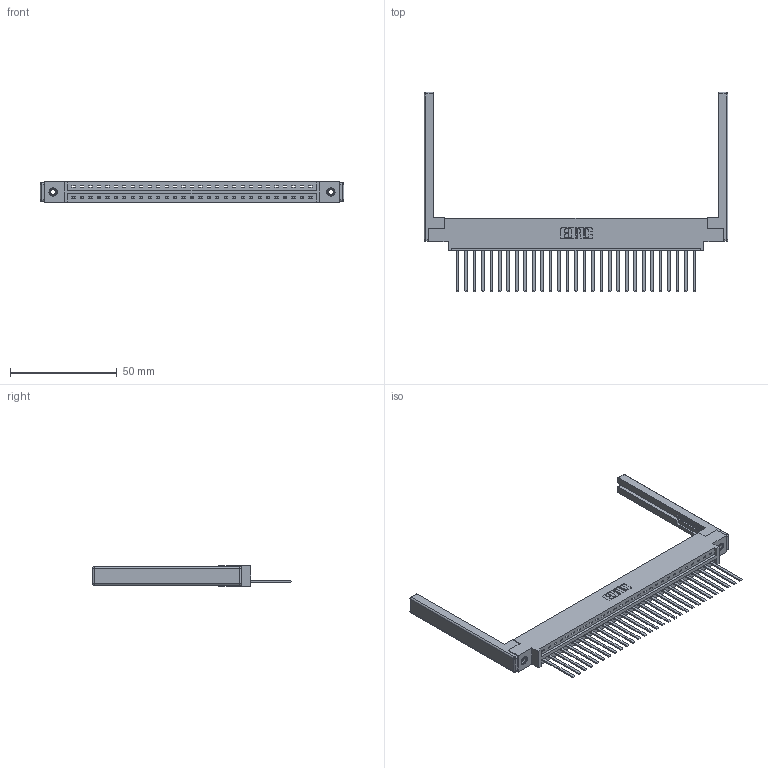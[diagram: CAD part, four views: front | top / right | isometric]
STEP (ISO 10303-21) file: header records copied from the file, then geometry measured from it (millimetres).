
FILE_DESCRIPTION (( 'STEP AP203' ), '1' );
FILE_NAME ('337-029-544-668.STEP', '2019-09-30T22:53:14', ( '' ), ( '' ), 'SwSTEP 2.0', 'SolidWorks 2016', '' );
FILE_SCHEMA (( 'CONFIG_CONTROL_DESIGN' ));
Length unit declared in the file: inch
Products named in the file (5): 337 Part_0.170 Offset - 0.156 Dia-TI; 345-250-001_345-250-001-102; 345-292-001_345-293-144; 307-220-068; 337-029-544-668
Assembly tree (34 placements, depth 2):
  337-029-544-668
    337 Part_0.170 Offset - 0.156 Dia-TI
    345-292-001_345-293-144  x29
    345-250-001_345-250-001-102  x2
    307-220-068  x2
Bounding box: 142.34 x 93.35 x 9.4 mm (x, y, z)
Volume: 19240.9 mm3; surface area: 20566.7 mm2
Topology: 34 solids, 34 shells, 1896 faces, 5643 edges, 3702 vertices
Faces by surface type: plane 1380, cylinder 492, cone 12, sphere 8, torus 4
Entity records: 25946 total; most frequent: CARTESIAN_POINT 4474, ORIENTED_EDGE 4428, DIRECTION 3862, EDGE_CURVE 2214, VECTOR 2040, LINE 2040, VERTEX_POINT 1466, AXIS2_PLACEMENT_3D 911
